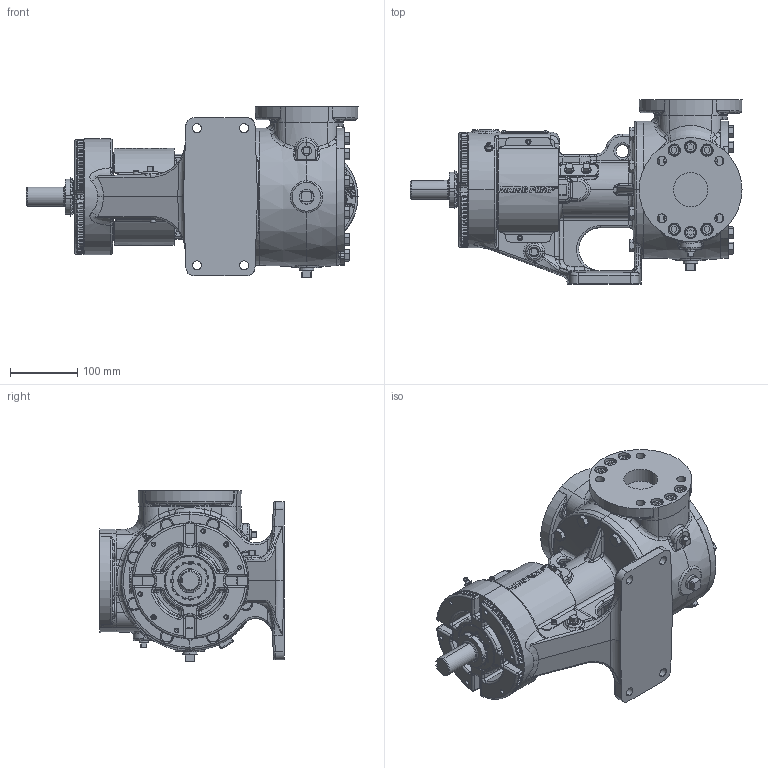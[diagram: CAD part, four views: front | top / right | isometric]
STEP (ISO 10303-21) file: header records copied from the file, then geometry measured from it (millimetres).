
FILE_DESCRIPTION (( 'STEP AP214' ), '1' );
FILE_NAME ('KV-2742.step', '2025-12-05T02:53:41', ( '' ), ( '' ), 'SwSTEP 2.0', 'SolidWorks 2024', '' );
FILE_SCHEMA (( 'AUTOMOTIVE_DESIGN' ));
Length unit declared in the file: millimetre
Products named in the file (1): KV-2742
Bounding box: 492.23 x 273.05 x 252.6 mm (x, y, z)
Volume: 8615851.6 mm3; surface area: 645825.2 mm2
Topology: 1 solids, 1 shells, 4836 faces, 12211 edges, 7572 vertices
Faces by surface type: bspline 1569, plane 1526, cone 834, cylinder 687, torus 161, sphere 59
Entity records: 225959 total; most frequent: CARTESIAN_POINT 122936, ORIENTED_EDGE 24236, DIRECTION 17172, EDGE_CURVE 12118, VERTEX_POINT 7563, AXIS2_PLACEMENT_3D 6341, EDGE_LOOP 5151, ADVANCED_FACE 4834
